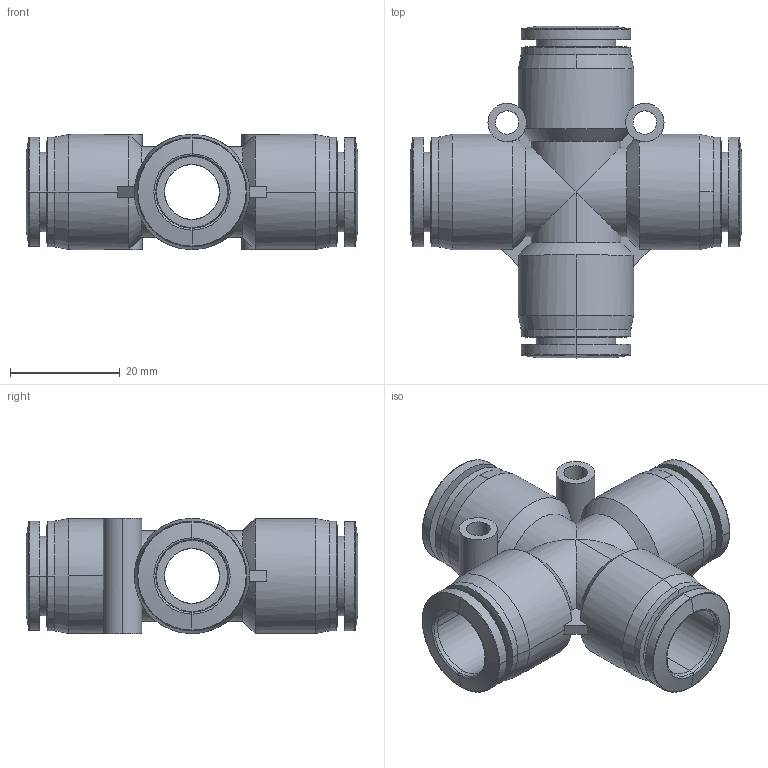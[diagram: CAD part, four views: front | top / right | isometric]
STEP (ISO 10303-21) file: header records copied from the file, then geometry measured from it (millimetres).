
FILE_DESCRIPTION (( 'STEP AP214' ), '1' );
FILE_NAME ('UX12.step', '2016-02-24T20:50:20', ( '' ), ( '' ), 'SwSTEP 2.0', 'SolidWorks 2015', '' );
FILE_SCHEMA (( 'AUTOMOTIVE_DESIGN' ));
Length unit declared in the file: inch
Products named in the file (1): UX12
Bounding box: 60.5 x 60.5 x 21 mm (x, y, z)
Volume: 18713.4 mm3; surface area: 13751.7 mm2
Topology: 1 solids, 1 shells, 149 faces, 373 edges, 232 vertices
Faces by surface type: cylinder 65, cone 42, plane 26, bspline 16
Entity records: 9908 total; most frequent: CARTESIAN_POINT 4555, ORIENTED_EDGE 746, DIRECTION 653, EDGE_CURVE 373, AXIS2_PLACEMENT_3D 266, VERTEX_POINT 232, EDGE_LOOP 165, DIMENSIONAL_EXPONENTS 152
